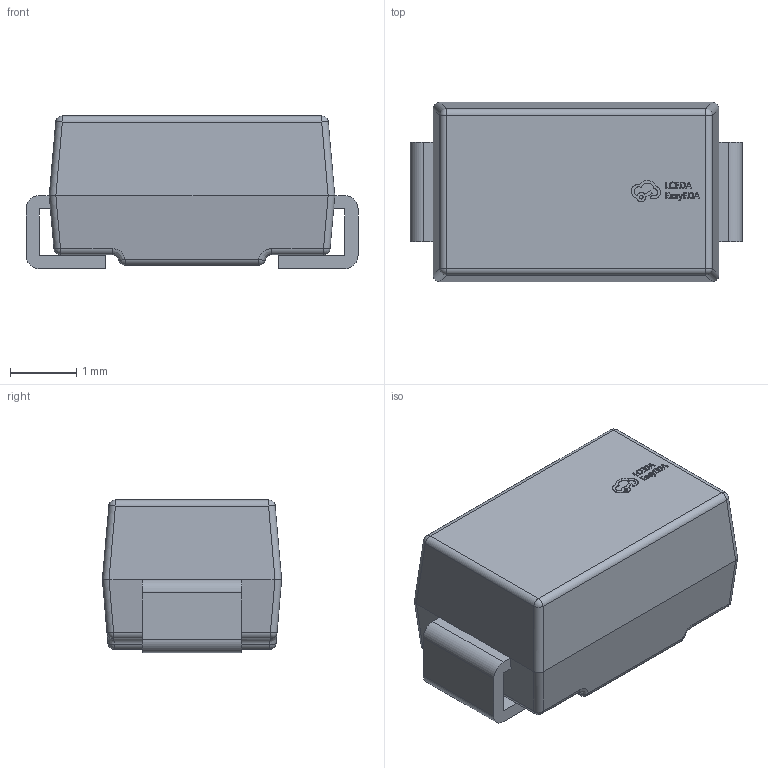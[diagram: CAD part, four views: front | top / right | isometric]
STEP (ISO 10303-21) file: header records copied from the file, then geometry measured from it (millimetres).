
FILE_DESCRIPTION (( 'STEP AP214' ), '1' );
FILE_NAME ('DO-214AC_L4.3-W2.7-LS5.0-BI.STEP', '2023-04-11T09:04:56', ( '' ), ( '' ), 'SwSTEP 2.0', 'SolidWorks 2020', '' );
FILE_SCHEMA (( 'AUTOMOTIVE_DESIGN' ));
Length unit declared in the file: millimetre
Products named in the file (1): DO-214AC_L4.3-W2.7-LS5.0-BI
Bounding box: 5 x 2.7 x 2.31 mm (x, y, z)
Volume: 25.1 mm3; surface area: 63.9 mm2
Topology: 1 solids, 1 shells, 298 faces, 779 edges, 502 vertices
Faces by surface type: plane 156, bspline 102, cylinder 28, sphere 12
Entity records: 12887 total; most frequent: CARTESIAN_POINT 2966, ORIENTED_EDGE 1558, DIRECTION 1009, EDGE_CURVE 779, VECTOR 519, LINE 519, VERTEX_POINT 502, EDGE_LOOP 317
